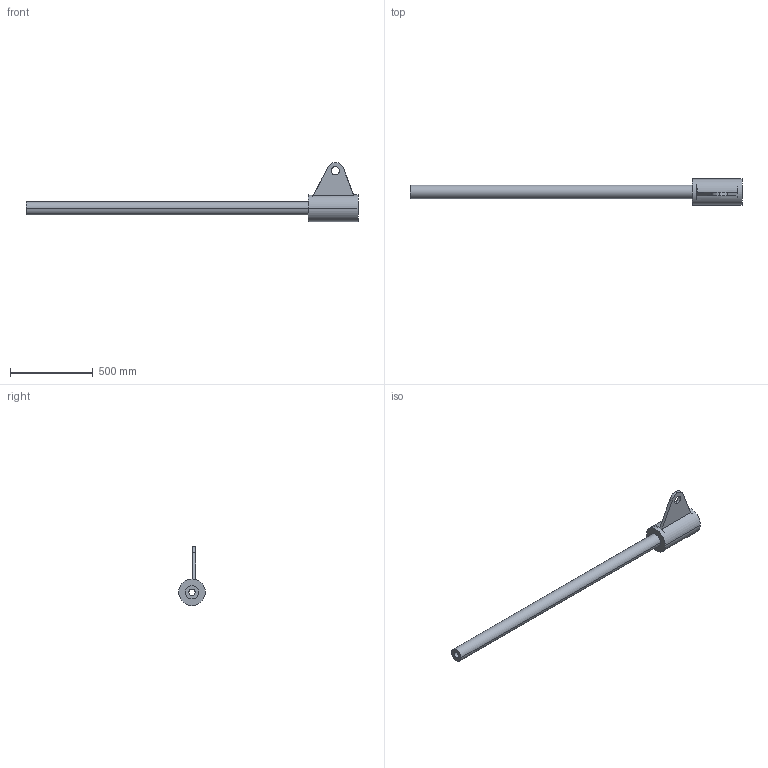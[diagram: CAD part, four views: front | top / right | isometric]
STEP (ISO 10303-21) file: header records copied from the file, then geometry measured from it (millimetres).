
FILE_DESCRIPTION (( 'STEP AP203' ), '1' );
FILE_NAME ('Part10_Default_sldprt.STEP', '2023-12-04T05:56:19', ( '' ), ( '' ), 'SwSTEP 2.0', 'SolidWorks 2018', '' );
FILE_SCHEMA (( 'CONFIG_CONTROL_DESIGN' ));
Length unit declared in the file: millimetre
Products named in the file (1): Part10_Default_sldprt
Bounding box: 2000 x 160 x 356 mm (x, y, z)
Volume: 12797890.3 mm3; surface area: 923169.7 mm2
Topology: 1 solids, 1 shells, 22 faces, 51 edges, 34 vertices
Faces by surface type: cylinder 12, plane 10
Entity records: 726 total; most frequent: CARTESIAN_POINT 120, DIRECTION 119, ORIENTED_EDGE 102, EDGE_CURVE 51, AXIS2_PLACEMENT_3D 49, VERTEX_POINT 34, EDGE_LOOP 29, CIRCLE 26
